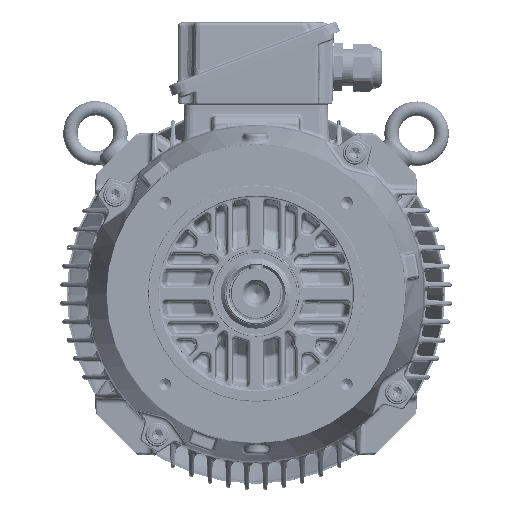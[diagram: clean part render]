
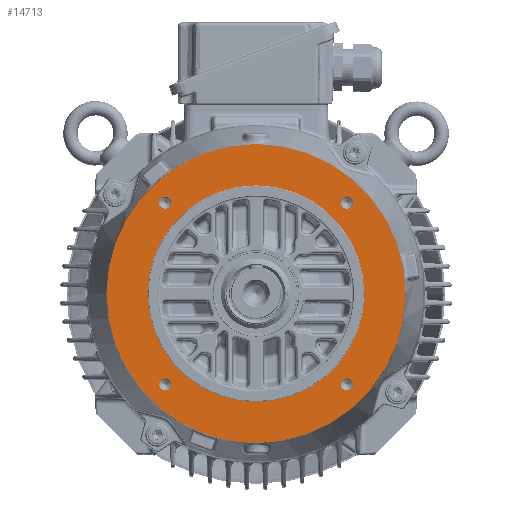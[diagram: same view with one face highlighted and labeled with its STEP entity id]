
A CAD part, top view. The second image highlights one B-rep face of the part: STEP entity #14713.
In plain terms, the highlighted planar face has unit normal (0, 0, 1).
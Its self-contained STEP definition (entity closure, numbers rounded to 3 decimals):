
#8785=FACE_BOUND('',#26887,.T.);
#8786=FACE_BOUND('',#26888,.T.);
#8787=FACE_BOUND('',#26889,.T.);
#8788=FACE_BOUND('',#26890,.T.);
#8789=FACE_BOUND('',#26891,.T.);
#8790=FACE_BOUND('',#26892,.T.);
#10494=PLANE('',#96699);
#14713=ADVANCED_FACE('',(#8785,#8786,#8787,#8788,#8789,#8790),#10494,.F.);
#26887=EDGE_LOOP('',(#56067));
#26888=EDGE_LOOP('',(#56068));
#26889=EDGE_LOOP('',(#56069));
#26890=EDGE_LOOP('',(#56070));
#26891=EDGE_LOOP('',(#56071));
#26892=EDGE_LOOP('',(#56072));
#56067=ORIENTED_EDGE('',*,*,#82137,.T.);
#56068=ORIENTED_EDGE('',*,*,#82130,.T.);
#56069=ORIENTED_EDGE('',*,*,#82131,.T.);
#56070=ORIENTED_EDGE('',*,*,#82132,.T.);
#56071=ORIENTED_EDGE('',*,*,#82133,.T.);
#56072=ORIENTED_EDGE('',*,*,#82138,.F.);
#68929=VERTEX_POINT('',#190690);
#68930=VERTEX_POINT('',#190693);
#68931=VERTEX_POINT('',#190696);
#68932=VERTEX_POINT('',#190699);
#68936=VERTEX_POINT('',#190710);
#68937=VERTEX_POINT('',#190712);
#82130=EDGE_CURVE('',#68929,#68929,#88556,.T.);
#82131=EDGE_CURVE('',#68930,#68930,#88557,.T.);
#82132=EDGE_CURVE('',#68931,#68931,#88558,.T.);
#82133=EDGE_CURVE('',#68932,#68932,#88559,.T.);
#82137=EDGE_CURVE('',#68936,#68936,#88563,.T.);
#82138=EDGE_CURVE('',#68937,#68937,#88564,.T.);
#88556=CIRCLE('',#96684,5.);
#88557=CIRCLE('',#96686,5.);
#88558=CIRCLE('',#96688,5.);
#88559=CIRCLE('',#96690,90.6);
#88563=CIRCLE('',#96697,5.);
#88564=CIRCLE('',#96698,125.);
#96684=AXIS2_PLACEMENT_3D('',#190689,#116238,#116239);
#96686=AXIS2_PLACEMENT_3D('',#190692,#116242,#116243);
#96688=AXIS2_PLACEMENT_3D('',#190695,#116246,#116247);
#96690=AXIS2_PLACEMENT_3D('',#190698,#116250,#116251);
#96697=AXIS2_PLACEMENT_3D('',#190709,#116264,#116265);
#96698=AXIS2_PLACEMENT_3D('',#190711,#116266,#116267);
#96699=AXIS2_PLACEMENT_3D('',#190713,#116268,#116269);
#116238=DIRECTION('',(0.,0.,-1.));
#116239=DIRECTION('',(-1.,0.,0.));
#116242=DIRECTION('',(0.,0.,-1.));
#116243=DIRECTION('',(-1.,0.,0.));
#116246=DIRECTION('',(0.,0.,-1.));
#116247=DIRECTION('',(-1.,0.,0.));
#116250=DIRECTION('',(0.,0.,-1.));
#116251=DIRECTION('',(-1.,0.,0.));
#116264=DIRECTION('',(0.,0.,-1.));
#116265=DIRECTION('',(-1.,0.,0.));
#116266=DIRECTION('',(0.,0.,-1.));
#116267=DIRECTION('',(-1.,0.,0.));
#116268=DIRECTION('',(0.,0.,-1.));
#116269=DIRECTION('',(-1.,0.,0.));
#190689=CARTESIAN_POINT('',(-76.014,-76.014,0.));
#190690=CARTESIAN_POINT('',(-81.014,-76.014,0.));
#190692=CARTESIAN_POINT('',(-76.014,76.014,0.));
#190693=CARTESIAN_POINT('',(-81.014,76.014,0.));
#190695=CARTESIAN_POINT('',(76.014,76.014,0.));
#190696=CARTESIAN_POINT('',(71.014,76.014,0.));
#190698=CARTESIAN_POINT('',(0.,0.,0.));
#190699=CARTESIAN_POINT('',(-90.6,0.,0.));
#190709=CARTESIAN_POINT('',(76.014,-76.014,0.));
#190710=CARTESIAN_POINT('',(71.014,-76.014,0.));
#190711=CARTESIAN_POINT('',(0.,0.,0.));
#190712=CARTESIAN_POINT('',(-125.,0.,0.));
#190713=CARTESIAN_POINT('',(0.,90.,0.));
